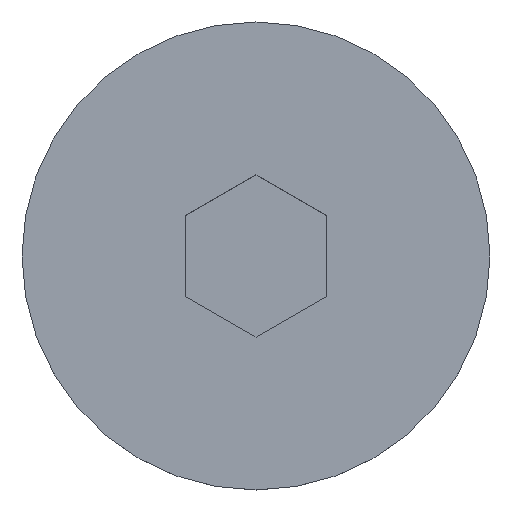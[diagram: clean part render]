
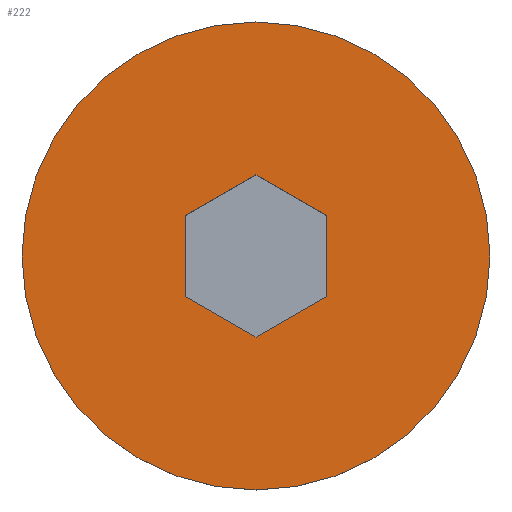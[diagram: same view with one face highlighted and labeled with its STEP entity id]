
A CAD part, top view. The second image highlights one B-rep face of the part: STEP entity #222.
In plain terms, the highlighted planar face has unit normal (0, 0, 1).
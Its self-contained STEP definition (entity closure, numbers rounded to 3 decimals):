
#13 = VERTEX_POINT ( 'NONE', #374 ) ;
#19 = LINE ( 'NONE', #209, #130 ) ;
#23 = CARTESIAN_POINT ( 'NONE',  ( -1.5, 0.866, 0. ) ) ;
#24 = EDGE_CURVE ( 'NONE', #429, #274, #288, .T. ) ;
#25 = FACE_OUTER_BOUND ( 'NONE', #210, .T. ) ;
#45 = PLANE ( 'NONE',  #259 ) ;
#52 = LINE ( 'NONE', #66, #278 ) ;
#59 = LINE ( 'NONE', #271, #477 ) ;
#66 = CARTESIAN_POINT ( 'NONE',  ( 0., 1.732, 0. ) ) ;
#91 = DIRECTION ( 'NONE',  ( 0., -1., 0. ) ) ;
#92 = FACE_BOUND ( 'NONE', #140, .T. ) ;
#107 = EDGE_CURVE ( 'NONE', #327, #315, #59, .T. ) ;
#127 = CARTESIAN_POINT ( 'NONE',  ( 0., -1.732, 0. ) ) ;
#130 = VECTOR ( 'NONE', #91, 1000. ) ;
#131 = ORIENTED_EDGE ( 'NONE', *, *, #335, .F. ) ;
#133 = CARTESIAN_POINT ( 'NONE',  ( 0., 0., 0. ) ) ;
#140 = EDGE_LOOP ( 'NONE', ( #199, #421, #399, #188, #171, #293 ) ) ;
#143 = DIRECTION ( 'NONE',  ( 0.866, 0.5, 0. ) ) ;
#146 = LINE ( 'NONE', #23, #363 ) ;
#155 = DIRECTION ( 'NONE',  ( -0.866, 0.5, 0. ) ) ;
#171 = ORIENTED_EDGE ( 'NONE', *, *, #406, .T. ) ;
#177 = DIRECTION ( 'NONE',  ( 1., 0., 0. ) ) ;
#182 = CARTESIAN_POINT ( 'NONE',  ( 0., 1.732, 0. ) ) ;
#188 = ORIENTED_EDGE ( 'NONE', *, *, #493, .T. ) ;
#191 = EDGE_CURVE ( 'NONE', #487, #327, #349, .T. ) ;
#195 = AXIS2_PLACEMENT_3D ( 'NONE', #133, #404, #177 ) ;
#199 = ORIENTED_EDGE ( 'NONE', *, *, #281, .T. ) ;
#204 = CARTESIAN_POINT ( 'NONE',  ( 1.5, 0.866, 0. ) ) ;
#208 = DIRECTION ( 'NONE',  ( 1., 0., 0. ) ) ;
#209 = CARTESIAN_POINT ( 'NONE',  ( 1.5, -0.866, 0. ) ) ;
#210 = EDGE_LOOP ( 'NONE', ( #131, #390 ) ) ;
#219 = AXIS2_PLACEMENT_3D ( 'NONE', #439, #480, #263 ) ;
#222 = ADVANCED_FACE ( 'NONE', ( #92, #25 ), #45, .T. ) ;
#242 = DIRECTION ( 'NONE',  ( 0., 0., 1. ) ) ;
#244 = CARTESIAN_POINT ( 'NONE',  ( 2.5, 0., 0. ) ) ;
#249 = CARTESIAN_POINT ( 'NONE',  ( -1.5, 0.866, 0. ) ) ;
#259 = AXIS2_PLACEMENT_3D ( 'NONE', #244, #242, #208 ) ;
#261 = VECTOR ( 'NONE', #425, 1000. ) ;
#263 = DIRECTION ( 'NONE',  ( 1., 0., 0. ) ) ;
#270 = CIRCLE ( 'NONE', #195, 5. ) ;
#271 = CARTESIAN_POINT ( 'NONE',  ( -1.5, -0.866, 0. ) ) ;
#274 = VERTEX_POINT ( 'NONE', #204 ) ;
#278 = VECTOR ( 'NONE', #143, 1000. ) ;
#281 = EDGE_CURVE ( 'NONE', #274, #487, #19, .T. ) ;
#288 = LINE ( 'NONE', #377, #261 ) ;
#293 = ORIENTED_EDGE ( 'NONE', *, *, #24, .T. ) ;
#300 = VERTEX_POINT ( 'NONE', #249 ) ;
#302 = CARTESIAN_POINT ( 'NONE',  ( 5., 0., 0. ) ) ;
#315 = VERTEX_POINT ( 'NONE', #474 ) ;
#318 = DIRECTION ( 'NONE',  ( -0.866, -0.5, 0. ) ) ;
#327 = VERTEX_POINT ( 'NONE', #127 ) ;
#332 = CARTESIAN_POINT ( 'NONE',  ( 1.5, -0.866, 0. ) ) ;
#335 = EDGE_CURVE ( 'NONE', #479, #13, #270, .T. ) ;
#349 = LINE ( 'NONE', #359, #446 ) ;
#359 = CARTESIAN_POINT ( 'NONE',  ( 1.5, -0.866, 0. ) ) ;
#363 = VECTOR ( 'NONE', #411, 1000. ) ;
#373 = EDGE_CURVE ( 'NONE', #13, #479, #476, .T. ) ;
#374 = CARTESIAN_POINT ( 'NONE',  ( -5., 0., 0. ) ) ;
#377 = CARTESIAN_POINT ( 'NONE',  ( 1.5, 0.866, 0. ) ) ;
#390 = ORIENTED_EDGE ( 'NONE', *, *, #373, .F. ) ;
#399 = ORIENTED_EDGE ( 'NONE', *, *, #107, .T. ) ;
#404 = DIRECTION ( 'NONE',  ( 0., 0., -1. ) ) ;
#406 = EDGE_CURVE ( 'NONE', #300, #429, #52, .T. ) ;
#411 = DIRECTION ( 'NONE',  ( 0., 1., 0. ) ) ;
#421 = ORIENTED_EDGE ( 'NONE', *, *, #191, .T. ) ;
#425 = DIRECTION ( 'NONE',  ( 0.866, -0.5, 0. ) ) ;
#429 = VERTEX_POINT ( 'NONE', #182 ) ;
#439 = CARTESIAN_POINT ( 'NONE',  ( 0., 0., 0. ) ) ;
#446 = VECTOR ( 'NONE', #318, 1000. ) ;
#474 = CARTESIAN_POINT ( 'NONE',  ( -1.5, -0.866, 0. ) ) ;
#476 = CIRCLE ( 'NONE', #219, 5. ) ;
#477 = VECTOR ( 'NONE', #155, 1000. ) ;
#479 = VERTEX_POINT ( 'NONE', #302 ) ;
#480 = DIRECTION ( 'NONE',  ( 0., 0., -1. ) ) ;
#487 = VERTEX_POINT ( 'NONE', #332 ) ;
#493 = EDGE_CURVE ( 'NONE', #315, #300, #146, .T. ) ;
